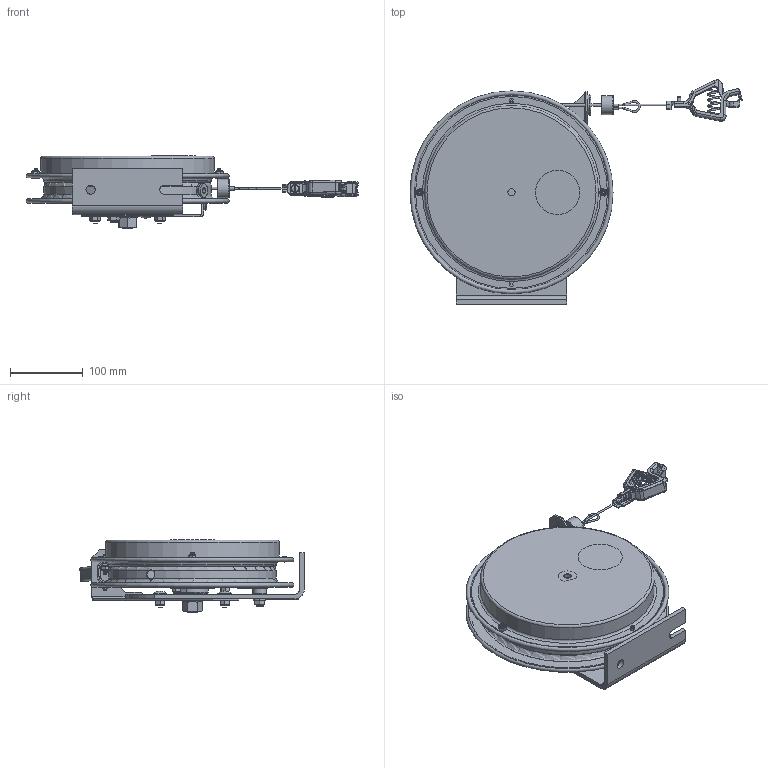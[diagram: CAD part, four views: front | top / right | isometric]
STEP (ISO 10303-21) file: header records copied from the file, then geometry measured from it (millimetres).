
FILE_DESCRIPTION(/* description */ (''),/* implementation_level */ '2;1');
FILE_NAME(/* name */ 'EZ-SD-50-1_SHARED.stp',/* time_stamp */ '2020-02-05T15:05:41-07:00',/* author */ ('NMelton'),/* organization */ (''),/* preprocessor_version */ 'ST-DEVELOPER v17',/* originating_system */ 'Autodesk Inventor 2019',/* authorisation */ '');
FILE_SCHEMA (('AUTOMOTIVE_DESIGN { 1 0 10303 214 3 1 1 }'));
Products named in the file (1): EZ-SD-50-1_SHARED
Bounding box: 456.86 x 308.8 x 99.18 mm (x, y, z)
Surface area: 527331.8 mm2 (no closed solid volume)
Topology: 0 solids, 175 shells, 1235 faces, 5953 edges, 4833 vertices
Faces by surface type: plane 514, cylinder 352, bspline 159, cone 102, torus 95, sphere 13
Full cylindrical faces by diameter (mm): 1.778 x1, 2.381 x5, 2.383 x2, 2.794 x1, 3.967 x1, 3.969 x1, 4.039 x1, 4.191 x1, 4.572 x1, 4.699 x2, 4.826 x3, 4.978 x1, 5.563 x4, 5.842 x1, 7.925 x1, 7.938 x1, 9.906 x1, 10.16 x2, 11.227 x2, 12.192 x3, 12.548 x1, 12.7 x3, 14.224 x1, 15.875 x1, 17.399 x1, 19.05 x3, 25.362 x1, 26.162 x1, 28.575 x1, 44.044 x1
Entity records: 72962 total; most frequent: CARTESIAN_POINT 27723, ORIENTED_EDGE 8241, DIRECTION 7850, EDGE_CURVE 5950, VERTEX_POINT 4833, LINE 2756, VECTOR 2756, AXIS2_PLACEMENT_3D 2547
